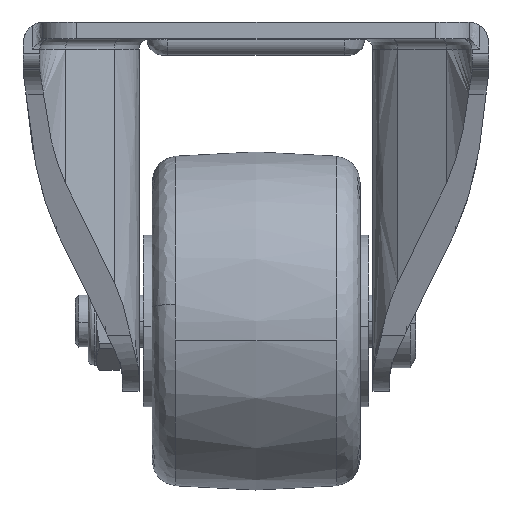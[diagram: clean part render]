
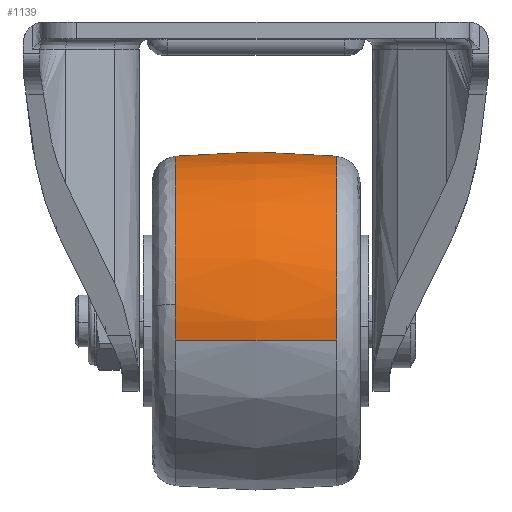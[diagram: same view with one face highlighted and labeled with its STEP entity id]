
A CAD part, left-side view. The second image highlights one B-rep face of the part: STEP entity #1139.
In plain terms, the highlighted free-form (B-spline) face has degree [2, 2] with [3, 9] control points.
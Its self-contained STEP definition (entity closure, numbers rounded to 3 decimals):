
#650=CARTESIAN_POINT('',(30.957,15.517,-64.301));
#651=VERTEX_POINT('',#650);
#665=CARTESIAN_POINT('',(0.0,15.517,-89.195));
#666=VERTEX_POINT('',#665);
#667=CARTESIAN_POINT('',(30.957,15.517,-64.301));
#668=CARTESIAN_POINT('',(25.488,15.517,-89.195));
#669=CARTESIAN_POINT('',(0.0,15.517,-89.195));
#677=(BOUNDED_CURVE()B_SPLINE_CURVE(2,(#667,#668,#669),.UNSPECIFIED.,.F.,.U.)B_SPLINE_CURVE_WITH_KNOTS((3,3),(0.287,0.5),.UNSPECIFIED.)CURVE()GEOMETRIC_REPRESENTATION_ITEM()RATIONAL_B_SPLINE_CURVE((0.927,0.75,1.0))REPRESENTATION_ITEM(''));
#678=EDGE_CURVE('',#651,#666,#677,.T.);
#680=CARTESIAN_POINT('',(-31.483,15.517,-61.16));
#681=VERTEX_POINT('',#680);
#695=CARTESIAN_POINT('',(-31.535,15.517,-54.319));
#696=VERTEX_POINT('',#695);
#697=CARTESIAN_POINT('',(-31.483,15.517,-61.16));
#698=CARTESIAN_POINT('',(-31.695,15.517,-59.336));
#699=CARTESIAN_POINT('',(-31.695,15.517,-57.5));
#700=CARTESIAN_POINT('',(-31.695,15.517,-55.905));
#701=CARTESIAN_POINT('',(-31.535,15.517,-54.319));
#709=(BOUNDED_CURVE()B_SPLINE_CURVE(2,(#697,#698,#699,#700,#701),.UNSPECIFIED.,.F.,.U.)B_SPLINE_CURVE_WITH_KNOTS((3,2,3),(0.73,0.75,0.767),.UNSPECIFIED.)CURVE()GEOMETRIC_REPRESENTATION_ITEM()RATIONAL_B_SPLINE_CURVE((0.957,0.977,1.0,0.98,0.962))REPRESENTATION_ITEM(''));
#710=EDGE_CURVE('',#681,#696,#709,.T.);
#805=CARTESIAN_POINT('',(0.0,15.517,-25.805));
#806=VERTEX_POINT('',#805);
#807=CARTESIAN_POINT('',(-31.535,15.517,-54.319));
#808=CARTESIAN_POINT('',(-28.659,15.517,-25.805));
#809=CARTESIAN_POINT('',(0.0,15.517,-25.805));
#817=(BOUNDED_CURVE()B_SPLINE_CURVE(2,(#807,#808,#809),.UNSPECIFIED.,.F.,.U.)B_SPLINE_CURVE_WITH_KNOTS((3,3),(0.767,1.0),.UNSPECIFIED.)CURVE()GEOMETRIC_REPRESENTATION_ITEM()RATIONAL_B_SPLINE_CURVE((0.962,0.728,1.0))REPRESENTATION_ITEM(''));
#818=EDGE_CURVE('',#696,#806,#817,.T.);
#820=CARTESIAN_POINT('',(0.0,15.517,-25.805));
#821=CARTESIAN_POINT('',(31.695,15.517,-25.805));
#822=CARTESIAN_POINT('',(31.695,15.517,-57.5));
#823=CARTESIAN_POINT('',(31.695,15.517,-60.941));
#824=CARTESIAN_POINT('',(30.957,15.517,-64.301));
#832=(BOUNDED_CURVE()B_SPLINE_CURVE(2,(#820,#821,#822,#823,#824),.UNSPECIFIED.,.F.,.U.)B_SPLINE_CURVE_WITH_KNOTS((3,2,3),(0.0,0.25,0.287),.UNSPECIFIED.)CURVE()GEOMETRIC_REPRESENTATION_ITEM()RATIONAL_B_SPLINE_CURVE((1.0,0.707,1.0,0.957,0.927))REPRESENTATION_ITEM(''));
#833=EDGE_CURVE('',#806,#651,#832,.T.);
#874=CARTESIAN_POINT('',(11.223,-15.517,-87.142));
#875=VERTEX_POINT('',#874);
#876=CARTESIAN_POINT('',(0.0,-15.517,-89.195));
#877=VERTEX_POINT('',#876);
#878=CARTESIAN_POINT('',(11.223,-15.517,-87.142));
#879=CARTESIAN_POINT('',(5.8,-15.517,-89.195));
#880=CARTESIAN_POINT('',(0.0,-15.517,-89.195));
#888=(BOUNDED_CURVE()B_SPLINE_CURVE(2,(#878,#879,#880),.UNSPECIFIED.,.F.,.U.)B_SPLINE_CURVE_WITH_KNOTS((3,3),(0.44,0.5),.UNSPECIFIED.)CURVE()GEOMETRIC_REPRESENTATION_ITEM()RATIONAL_B_SPLINE_CURVE((0.893,0.93,1.0))REPRESENTATION_ITEM(''));
#889=EDGE_CURVE('',#875,#877,#888,.T.);
#953=CARTESIAN_POINT('',(31.445,-15.517,-53.528));
#954=VERTEX_POINT('',#953);
#968=CARTESIAN_POINT('',(0.0,-15.517,-25.805));
#969=VERTEX_POINT('',#968);
#970=CARTESIAN_POINT('',(0.0,-15.517,-25.805));
#971=CARTESIAN_POINT('',(27.943,-15.517,-25.805));
#972=CARTESIAN_POINT('',(31.445,-15.517,-53.528));
#980=(BOUNDED_CURVE()B_SPLINE_CURVE(2,(#970,#971,#972),.UNSPECIFIED.,.F.,.U.)B_SPLINE_CURVE_WITH_KNOTS((3,3),(0.0,0.228),.UNSPECIFIED.)CURVE()GEOMETRIC_REPRESENTATION_ITEM()RATIONAL_B_SPLINE_CURVE((1.0,0.733,0.954))REPRESENTATION_ITEM(''));
#981=EDGE_CURVE('',#969,#954,#980,.T.);
#983=CARTESIAN_POINT('',(-31.483,-15.517,-61.16));
#984=VERTEX_POINT('',#983);
#985=CARTESIAN_POINT('',(-31.483,-15.517,-61.16));
#986=CARTESIAN_POINT('',(-31.695,-15.517,-59.336));
#987=CARTESIAN_POINT('',(-31.695,-15.517,-57.5));
#988=CARTESIAN_POINT('',(-31.695,-15.517,-25.805));
#989=CARTESIAN_POINT('',(0.0,-15.517,-25.805));
#997=(BOUNDED_CURVE()B_SPLINE_CURVE(2,(#985,#986,#987,#988,#989),.UNSPECIFIED.,.F.,.U.)B_SPLINE_CURVE_WITH_KNOTS((3,2,3),(0.73,0.75,1.0),.UNSPECIFIED.)CURVE()GEOMETRIC_REPRESENTATION_ITEM()RATIONAL_B_SPLINE_CURVE((0.957,0.977,1.0,0.707,1.0))REPRESENTATION_ITEM(''));
#998=EDGE_CURVE('',#984,#969,#997,.T.);
#1033=CARTESIAN_POINT('',(31.445,-15.517,-53.528));
#1034=CARTESIAN_POINT('',(31.695,-15.517,-55.506));
#1035=CARTESIAN_POINT('',(31.695,-15.517,-57.5));
#1036=CARTESIAN_POINT('',(31.695,-15.517,-79.39));
#1037=CARTESIAN_POINT('',(11.223,-15.517,-87.142));
#1045=(BOUNDED_CURVE()B_SPLINE_CURVE(2,(#1033,#1034,#1035,#1036,#1037),.UNSPECIFIED.,.F.,.U.)B_SPLINE_CURVE_WITH_KNOTS((3,2,3),(0.228,0.25,0.44),.UNSPECIFIED.)CURVE()GEOMETRIC_REPRESENTATION_ITEM()RATIONAL_B_SPLINE_CURVE((0.954,0.975,1.0,0.778,0.893))REPRESENTATION_ITEM(''));
#1046=EDGE_CURVE('',#954,#875,#1045,.T.);
#1068=CARTESIAN_POINT('',(-31.316,17.058,-61.14));
#1069=CARTESIAN_POINT('',(-33.255,0.,-61.366));
#1070=CARTESIAN_POINT('',(-31.316,-17.058,-61.14));
#1071=CARTESIAN_POINT('',(-31.527,17.058,-59.326));
#1072=CARTESIAN_POINT('',(-33.479,0.,-59.439));
#1073=CARTESIAN_POINT('',(-31.527,-17.058,-59.326));
#1074=CARTESIAN_POINT('',(-31.527,17.058,-57.5));
#1075=CARTESIAN_POINT('',(-33.479,0.,-57.5));
#1076=CARTESIAN_POINT('',(-31.527,-17.058,-57.5));
#1077=CARTESIAN_POINT('',(-31.527,17.058,-25.973));
#1078=CARTESIAN_POINT('',(-33.479,0.,-24.021));
#1079=CARTESIAN_POINT('',(-31.527,-17.058,-25.973));
#1080=CARTESIAN_POINT('',(0.0,17.058,-25.973));
#1081=CARTESIAN_POINT('',(0.0,0.,-24.021));
#1082=CARTESIAN_POINT('',(0.0,-17.058,-25.973));
#1083=CARTESIAN_POINT('',(31.527,17.058,-25.973));
#1084=CARTESIAN_POINT('',(33.479,0.,-24.021));
#1085=CARTESIAN_POINT('',(31.527,-17.058,-25.973));
#1086=CARTESIAN_POINT('',(31.527,17.058,-57.5));
#1087=CARTESIAN_POINT('',(33.479,0.,-57.5));
#1088=CARTESIAN_POINT('',(31.527,-17.058,-57.5));
#1089=CARTESIAN_POINT('',(31.527,17.058,-89.027));
#1090=CARTESIAN_POINT('',(33.479,0.,-90.979));
#1091=CARTESIAN_POINT('',(31.527,-17.058,-89.027));
#1092=CARTESIAN_POINT('',(0.0,17.058,-89.027));
#1093=CARTESIAN_POINT('',(0.0,0.,-90.979));
#1094=CARTESIAN_POINT('',(0.0,-17.058,-89.027));
#1102=(BOUNDED_SURFACE()B_SPLINE_SURFACE(2,2,((#1068,#1071,#1074,#1077,#1080,#1083,#1086,#1089,#1092),(#1069,#1072,#1075,#1078,#1081,#1084,#1087,#1090,#1093),(#1070,#1073,#1076,#1079,#1082,#1085,#1088,#1091,#1094)),.UNSPECIFIED.,.F.,.F.,.U.)B_SPLINE_SURFACE_WITH_KNOTS((3,3),(3,2,2,2,3),(0.0,34.227),(0.0,4.308,58.156,112.003,165.851),.UNSPECIFIED.)GEOMETRIC_REPRESENTATION_ITEM()RATIONAL_B_SPLINE_SURFACE(((0.856,0.874,0.895,0.633,0.895,0.633,0.895,0.633,0.895),(0.85,0.868,0.889,0.628,0.889,0.628,0.889,0.628,0.889),(0.856,0.874,0.895,0.633,0.895,0.633,0.895,0.633,0.895)))REPRESENTATION_ITEM('')SURFACE());
#1103=ORIENTED_EDGE('',*,*,#818,.F.);
#1104=ORIENTED_EDGE('',*,*,#710,.F.);
#1105=CARTESIAN_POINT('',(-31.483,15.517,-61.16));
#1106=CARTESIAN_POINT('',(-33.086,0.,-61.346));
#1107=CARTESIAN_POINT('',(-31.483,-15.517,-61.16));
#1115=(BOUNDED_CURVE()B_SPLINE_CURVE(2,(#1105,#1106,#1107),.UNSPECIFIED.,.F.,.U.)B_SPLINE_CURVE_WITH_KNOTS((3,3),(0.426,0.574),.UNSPECIFIED.)CURVE()GEOMETRIC_REPRESENTATION_ITEM()RATIONAL_B_SPLINE_CURVE((0.856,0.851,0.856))REPRESENTATION_ITEM(''));
#1116=EDGE_CURVE('',#681,#984,#1115,.T.);
#1117=ORIENTED_EDGE('',*,*,#1116,.T.);
#1118=ORIENTED_EDGE('',*,*,#998,.T.);
#1119=ORIENTED_EDGE('',*,*,#981,.T.);
#1120=ORIENTED_EDGE('',*,*,#1046,.T.);
#1121=ORIENTED_EDGE('',*,*,#889,.T.);
#1122=CARTESIAN_POINT('',(0.0,15.517,-89.195));
#1123=CARTESIAN_POINT('',(0.0,0.,-90.809));
#1124=CARTESIAN_POINT('',(0.0,-15.517,-89.195));
#1132=(BOUNDED_CURVE()B_SPLINE_CURVE(2,(#1122,#1123,#1124),.UNSPECIFIED.,.F.,.U.)B_SPLINE_CURVE_WITH_KNOTS((3,3),(0.426,0.574),.UNSPECIFIED.)CURVE()GEOMETRIC_REPRESENTATION_ITEM()RATIONAL_B_SPLINE_CURVE((0.894,0.889,0.894))REPRESENTATION_ITEM(''));
#1133=EDGE_CURVE('',#666,#877,#1132,.T.);
#1134=ORIENTED_EDGE('',*,*,#1133,.F.);
#1135=ORIENTED_EDGE('',*,*,#678,.F.);
#1136=ORIENTED_EDGE('',*,*,#833,.F.);
#1137=EDGE_LOOP('',(#1103,#1104,#1117,#1118,#1119,#1120,#1121,#1134,#1135,#1136));
#1138=FACE_OUTER_BOUND('',#1137,.T.);
#1139=ADVANCED_FACE('',(#1138),#1102,.T.);
